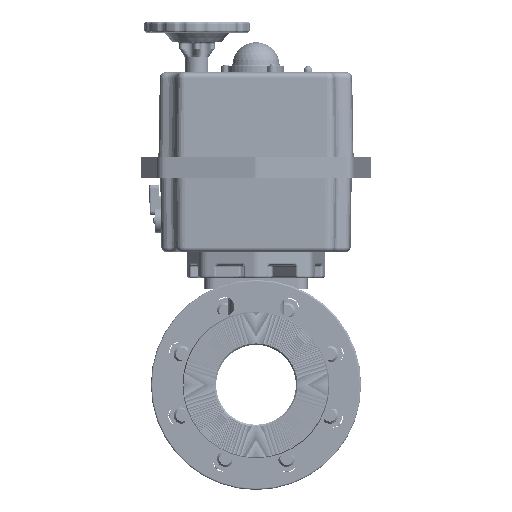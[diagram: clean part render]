
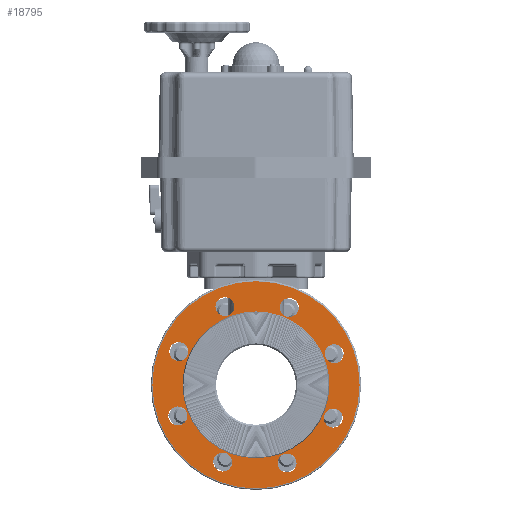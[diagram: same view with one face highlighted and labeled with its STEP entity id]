
A CAD part, left-side view. The second image highlights one B-rep face of the part: STEP entity #18795.
In plain terms, the highlighted planar face has unit normal (-1, 0, 0).
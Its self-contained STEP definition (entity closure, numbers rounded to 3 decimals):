
#18795=ADVANCED_FACE('',(#36672,#36673,#36674,#36675,#36676,#36677,#36678,#36679,#36680,#36681),#36682,.T.);
#36672=FACE_OUTER_BOUND('',#60922,.T.);
#36673=FACE_BOUND('',#60923,.T.);
#36674=FACE_BOUND('',#60924,.T.);
#36675=FACE_BOUND('',#60925,.T.);
#36676=FACE_BOUND('',#60926,.T.);
#36677=FACE_BOUND('',#60927,.T.);
#36678=FACE_BOUND('',#60928,.T.);
#36679=FACE_BOUND('',#60929,.T.);
#36680=FACE_BOUND('',#60930,.T.);
#36681=FACE_BOUND('',#60931,.T.);
#36682=PLANE('',#60932);
#60922=EDGE_LOOP('',(#98184,#98185));
#60923=EDGE_LOOP('',(#98186,#98187));
#60924=EDGE_LOOP('',(#98188,#98189));
#60925=EDGE_LOOP('',(#98190,#98191));
#60926=EDGE_LOOP('',(#98192,#98193));
#60927=EDGE_LOOP('',(#98194,#98195));
#60928=EDGE_LOOP('',(#98196,#98197));
#60929=EDGE_LOOP('',(#98198,#98199));
#60930=EDGE_LOOP('',(#98200,#98201));
#60931=EDGE_LOOP('',(#98202,#98203));
#60932=AXIS2_PLACEMENT_3D('',#98204,#98205,#98206);
#98184=ORIENTED_EDGE('',*,*,#124007,.F.);
#98185=ORIENTED_EDGE('',*,*,#124008,.F.);
#98186=ORIENTED_EDGE('',*,*,#124163,.T.);
#98187=ORIENTED_EDGE('',*,*,#124164,.T.);
#98188=ORIENTED_EDGE('',*,*,#124165,.T.);
#98189=ORIENTED_EDGE('',*,*,#124166,.T.);
#98190=ORIENTED_EDGE('',*,*,#124167,.T.);
#98191=ORIENTED_EDGE('',*,*,#124168,.T.);
#98192=ORIENTED_EDGE('',*,*,#124169,.T.);
#98193=ORIENTED_EDGE('',*,*,#124170,.T.);
#98194=ORIENTED_EDGE('',*,*,#124171,.T.);
#98195=ORIENTED_EDGE('',*,*,#124172,.T.);
#98196=ORIENTED_EDGE('',*,*,#124173,.T.);
#98197=ORIENTED_EDGE('',*,*,#124174,.T.);
#98198=ORIENTED_EDGE('',*,*,#124175,.T.);
#98199=ORIENTED_EDGE('',*,*,#124176,.T.);
#98200=ORIENTED_EDGE('',*,*,#124177,.T.);
#98201=ORIENTED_EDGE('',*,*,#124178,.T.);
#98202=ORIENTED_EDGE('',*,*,#124004,.T.);
#98203=ORIENTED_EDGE('',*,*,#124005,.T.);
#98204=CARTESIAN_POINT('',(-70.,0.,-84.152));
#98205=DIRECTION('',(-1.0,0.0,0.0));
#98206=DIRECTION('',(0.0,0.0,1.0));
#124004=EDGE_CURVE('',#149471,#149472,#149473,.T.);
#124005=EDGE_CURVE('',#149472,#149471,#149474,.T.);
#124007=EDGE_CURVE('',#149476,#149477,#149478,.T.);
#124008=EDGE_CURVE('',#149477,#149476,#149479,.T.);
#124163=EDGE_CURVE('',#149732,#149733,#149734,.T.);
#124164=EDGE_CURVE('',#149733,#149732,#149735,.T.);
#124165=EDGE_CURVE('',#149736,#149737,#149738,.T.);
#124166=EDGE_CURVE('',#149737,#149736,#149739,.T.);
#124167=EDGE_CURVE('',#149740,#149741,#149742,.T.);
#124168=EDGE_CURVE('',#149741,#149740,#149743,.T.);
#124169=EDGE_CURVE('',#149744,#149745,#149746,.T.);
#124170=EDGE_CURVE('',#149745,#149744,#149747,.T.);
#124171=EDGE_CURVE('',#149748,#149749,#149750,.T.);
#124172=EDGE_CURVE('',#149749,#149748,#149751,.T.);
#124173=EDGE_CURVE('',#149752,#149753,#149754,.T.);
#124174=EDGE_CURVE('',#149753,#149752,#149755,.T.);
#124175=EDGE_CURVE('',#149756,#149757,#149758,.T.);
#124176=EDGE_CURVE('',#149757,#149756,#149759,.T.);
#124177=EDGE_CURVE('',#149760,#149761,#149762,.T.);
#124178=EDGE_CURVE('',#149761,#149760,#149763,.T.);
#149471=VERTEX_POINT('',#190629);
#149472=VERTEX_POINT('',#190630);
#149473=CIRCLE('',#190631,69.804);
#149474=CIRCLE('',#190632,69.804);
#149476=VERTEX_POINT('',#190634);
#149477=VERTEX_POINT('',#190635);
#149478=CIRCLE('',#190636,98.5);
#149479=CIRCLE('',#190637,98.5);
#149732=VERTEX_POINT('',#190965);
#149733=VERTEX_POINT('',#190966);
#149734=CIRCLE('',#190967,9.0);
#149735=CIRCLE('',#190968,9.0);
#149736=VERTEX_POINT('',#190969);
#149737=VERTEX_POINT('',#190970);
#149738=CIRCLE('',#190971,9.0);
#149739=CIRCLE('',#190972,9.0);
#149740=VERTEX_POINT('',#190973);
#149741=VERTEX_POINT('',#190974);
#149742=CIRCLE('',#190975,9.0);
#149743=CIRCLE('',#190976,9.0);
#149744=VERTEX_POINT('',#190977);
#149745=VERTEX_POINT('',#190978);
#149746=CIRCLE('',#190979,9.0);
#149747=CIRCLE('',#190980,9.0);
#149748=VERTEX_POINT('',#190981);
#149749=VERTEX_POINT('',#190982);
#149750=CIRCLE('',#190983,9.0);
#149751=CIRCLE('',#190984,9.0);
#149752=VERTEX_POINT('',#190985);
#149753=VERTEX_POINT('',#190986);
#149754=CIRCLE('',#190987,9.0);
#149755=CIRCLE('',#190988,9.0);
#149756=VERTEX_POINT('',#190989);
#149757=VERTEX_POINT('',#190990);
#149758=CIRCLE('',#190991,9.0);
#149759=CIRCLE('',#190992,9.0);
#149760=VERTEX_POINT('',#190993);
#149761=VERTEX_POINT('',#190994);
#149762=CIRCLE('',#190995,9.0);
#149763=CIRCLE('',#190996,9.0);
#190629=CARTESIAN_POINT('',(-70.,0.,69.804));
#190630=CARTESIAN_POINT('',(-70.,0.,-69.804));
#190631=AXIS2_PLACEMENT_3D('',#227540,#227541,#227542);
#190632=AXIS2_PLACEMENT_3D('',#227543,#227544,#227545);
#190634=CARTESIAN_POINT('',(-70.,0.,-98.5));
#190635=CARTESIAN_POINT('',(-70.,0.,98.5));
#190636=AXIS2_PLACEMENT_3D('',#227546,#227547,#227548);
#190637=AXIS2_PLACEMENT_3D('',#227549,#227550,#227551);
#190965=CARTESIAN_POINT('',(-70.,20.551,74.342));
#190966=CARTESIAN_POINT('',(-70.,38.551,74.342));
#190967=AXIS2_PLACEMENT_3D('',#227832,#227833,#227834);
#190968=AXIS2_PLACEMENT_3D('',#227835,#227836,#227837);
#190969=CARTESIAN_POINT('',(-70.,-40.672,73.463));
#190970=CARTESIAN_POINT('',(-70.,-22.672,73.463));
#190971=AXIS2_PLACEMENT_3D('',#227838,#227839,#227840);
#190972=AXIS2_PLACEMENT_3D('',#227841,#227842,#227843);
#190973=CARTESIAN_POINT('',(-70.,64.463,31.672));
#190974=CARTESIAN_POINT('',(-70.,82.463,31.672));
#190975=AXIS2_PLACEMENT_3D('',#227844,#227845,#227846);
#190976=AXIS2_PLACEMENT_3D('',#227847,#227848,#227849);
#190977=CARTESIAN_POINT('',(-70.,-83.342,29.551));
#190978=CARTESIAN_POINT('',(-70.,-65.342,29.551));
#190979=AXIS2_PLACEMENT_3D('',#227850,#227851,#227852);
#190980=AXIS2_PLACEMENT_3D('',#227853,#227854,#227855);
#190981=CARTESIAN_POINT('',(-70.,65.342,-29.551));
#190982=CARTESIAN_POINT('',(-70.,83.342,-29.551));
#190983=AXIS2_PLACEMENT_3D('',#227856,#227857,#227858);
#190984=AXIS2_PLACEMENT_3D('',#227859,#227860,#227861);
#190985=CARTESIAN_POINT('',(-70.,-82.463,-31.672));
#190986=CARTESIAN_POINT('',(-70.,-64.463,-31.672));
#190987=AXIS2_PLACEMENT_3D('',#227862,#227863,#227864);
#190988=AXIS2_PLACEMENT_3D('',#227865,#227866,#227867);
#190989=CARTESIAN_POINT('',(-70.,22.672,-73.463));
#190990=CARTESIAN_POINT('',(-70.,40.672,-73.463));
#190991=AXIS2_PLACEMENT_3D('',#227868,#227869,#227870);
#190992=AXIS2_PLACEMENT_3D('',#227871,#227872,#227873);
#190993=CARTESIAN_POINT('',(-70.,-38.551,-74.342));
#190994=CARTESIAN_POINT('',(-70.,-20.551,-74.342));
#190995=AXIS2_PLACEMENT_3D('',#227874,#227875,#227876);
#190996=AXIS2_PLACEMENT_3D('',#227877,#227878,#227879);
#227540=CARTESIAN_POINT('',(-70.,0.,0.));
#227541=DIRECTION('',(1.0,0.0,0.0));
#227542=DIRECTION('',(0.0,0.0,-1.0));
#227543=CARTESIAN_POINT('',(-70.,0.,0.));
#227544=DIRECTION('',(1.0,0.0,0.0));
#227545=DIRECTION('',(0.0,0.0,-1.0));
#227546=CARTESIAN_POINT('',(-70.,0.,0.));
#227547=DIRECTION('',(1.0,0.0,0.0));
#227548=DIRECTION('',(0.0,0.0,-1.0));
#227549=CARTESIAN_POINT('',(-70.,0.,0.));
#227550=DIRECTION('',(1.0,0.0,0.0));
#227551=DIRECTION('',(0.0,0.0,-1.0));
#227832=CARTESIAN_POINT('',(-70.,29.551,74.342));
#227833=DIRECTION('',(1.0,0.0,0.0));
#227834=DIRECTION('',(0.0,1.0,0.0));
#227835=CARTESIAN_POINT('',(-70.,29.551,74.342));
#227836=DIRECTION('',(1.0,0.0,0.0));
#227837=DIRECTION('',(0.0,1.0,0.0));
#227838=CARTESIAN_POINT('',(-70.,-31.672,73.463));
#227839=DIRECTION('',(1.0,0.0,0.0));
#227840=DIRECTION('',(0.0,1.0,0.0));
#227841=CARTESIAN_POINT('',(-70.,-31.672,73.463));
#227842=DIRECTION('',(1.0,0.0,0.0));
#227843=DIRECTION('',(0.0,1.0,0.0));
#227844=CARTESIAN_POINT('',(-70.,73.463,31.672));
#227845=DIRECTION('',(1.0,0.0,0.0));
#227846=DIRECTION('',(0.0,1.0,0.0));
#227847=CARTESIAN_POINT('',(-70.,73.463,31.672));
#227848=DIRECTION('',(1.0,0.0,0.0));
#227849=DIRECTION('',(0.0,1.0,0.0));
#227850=CARTESIAN_POINT('',(-70.,-74.342,29.551));
#227851=DIRECTION('',(1.0,0.0,0.0));
#227852=DIRECTION('',(0.0,1.0,0.0));
#227853=CARTESIAN_POINT('',(-70.,-74.342,29.551));
#227854=DIRECTION('',(1.0,0.0,0.0));
#227855=DIRECTION('',(0.0,1.0,0.0));
#227856=CARTESIAN_POINT('',(-70.,74.342,-29.551));
#227857=DIRECTION('',(1.0,0.0,0.0));
#227858=DIRECTION('',(0.0,1.0,0.0));
#227859=CARTESIAN_POINT('',(-70.,74.342,-29.551));
#227860=DIRECTION('',(1.0,0.0,0.0));
#227861=DIRECTION('',(0.0,1.0,0.0));
#227862=CARTESIAN_POINT('',(-70.,-73.463,-31.672));
#227863=DIRECTION('',(1.0,0.0,0.0));
#227864=DIRECTION('',(0.0,1.0,0.0));
#227865=CARTESIAN_POINT('',(-70.,-73.463,-31.672));
#227866=DIRECTION('',(1.0,0.0,0.0));
#227867=DIRECTION('',(0.0,1.0,0.0));
#227868=CARTESIAN_POINT('',(-70.,31.672,-73.463));
#227869=DIRECTION('',(1.0,0.0,0.0));
#227870=DIRECTION('',(0.0,1.0,0.0));
#227871=CARTESIAN_POINT('',(-70.,31.672,-73.463));
#227872=DIRECTION('',(1.0,0.0,0.0));
#227873=DIRECTION('',(0.0,1.0,0.0));
#227874=CARTESIAN_POINT('',(-70.,-29.551,-74.342));
#227875=DIRECTION('',(1.0,0.0,0.0));
#227876=DIRECTION('',(0.0,1.0,0.0));
#227877=CARTESIAN_POINT('',(-70.,-29.551,-74.342));
#227878=DIRECTION('',(1.0,0.0,0.0));
#227879=DIRECTION('',(0.0,1.0,0.0));
